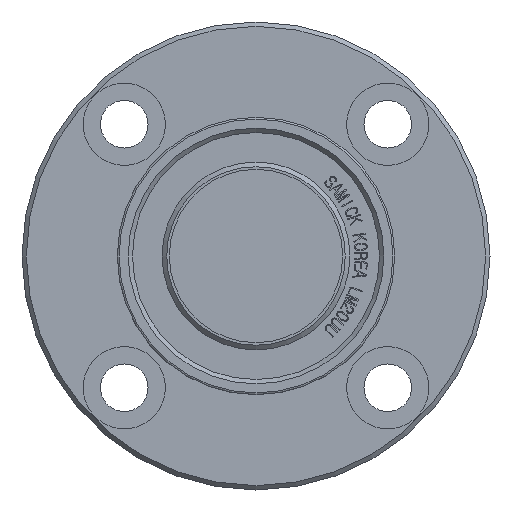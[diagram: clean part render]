
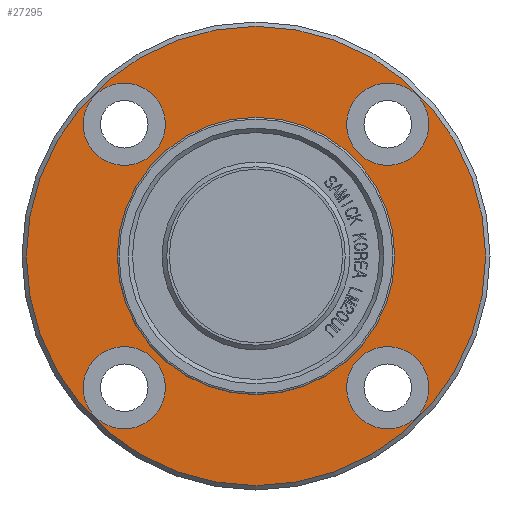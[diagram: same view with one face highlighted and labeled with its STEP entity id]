
A CAD part, front view. The second image highlights one B-rep face of the part: STEP entity #27295.
In plain terms, the highlighted planar face has unit normal (0, -1, 0).
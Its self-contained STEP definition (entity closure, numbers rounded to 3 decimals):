
#26905=CARTESIAN_POINT('',(-10.453,-22.5,-15.203));
#26906=VERTEX_POINT('',#26905);
#26907=CARTESIAN_POINT('',(-15.203,-22.5,-15.203));
#26908=DIRECTION('',(0.0,1.0,0.0));
#26909=DIRECTION('',(1.0,0.0,0.0));
#26910=AXIS2_PLACEMENT_3D('',#26907,#26908,#26909);
#26911=CIRCLE('',#26910,4.75);
#26912=EDGE_CURVE('',#26906,#26906,#26911,.T.);
#26973=CARTESIAN_POINT('',(19.953,-22.5,-15.203));
#26974=VERTEX_POINT('',#26973);
#26975=CARTESIAN_POINT('',(15.203,-22.5,-15.203));
#26976=DIRECTION('',(0.0,1.0,0.0));
#26977=DIRECTION('',(1.0,0.0,0.0));
#26978=AXIS2_PLACEMENT_3D('',#26975,#26976,#26977);
#26979=CIRCLE('',#26978,4.75);
#26980=EDGE_CURVE('',#26974,#26974,#26979,.T.);
#27041=CARTESIAN_POINT('',(19.953,-22.5,15.203));
#27042=VERTEX_POINT('',#27041);
#27043=CARTESIAN_POINT('',(15.203,-22.5,15.203));
#27044=DIRECTION('',(0.0,1.0,0.0));
#27045=DIRECTION('',(1.0,0.0,0.0));
#27046=AXIS2_PLACEMENT_3D('',#27043,#27044,#27045);
#27047=CIRCLE('',#27046,4.75);
#27048=EDGE_CURVE('',#27042,#27042,#27047,.T.);
#27109=CARTESIAN_POINT('',(-10.453,-22.5,15.203));
#27110=VERTEX_POINT('',#27109);
#27111=CARTESIAN_POINT('',(-15.203,-22.5,15.203));
#27112=DIRECTION('',(0.0,1.0,0.0));
#27113=DIRECTION('',(1.0,0.0,0.0));
#27114=AXIS2_PLACEMENT_3D('',#27111,#27112,#27113);
#27115=CIRCLE('',#27114,4.75);
#27116=EDGE_CURVE('',#27110,#27110,#27115,.T.);
#27149=CARTESIAN_POINT('',(16.,-22.5,0.0));
#27150=VERTEX_POINT('',#27149);
#27151=CARTESIAN_POINT('',(0.0,-22.5,0.0));
#27152=DIRECTION('',(0.0,-1.0,0.0));
#27153=DIRECTION('',(1.0,0.0,0.0));
#27154=AXIS2_PLACEMENT_3D('',#27151,#27152,#27153);
#27155=CIRCLE('',#27154,16.);
#27156=EDGE_CURVE('',#27150,#27150,#27155,.T.);
#27257=CARTESIAN_POINT('',(26.5,-22.5,0.0));
#27258=VERTEX_POINT('',#27257);
#27259=CARTESIAN_POINT('',(0.0,-22.5,0.0));
#27260=DIRECTION('',(0.0,-1.0,0.0));
#27261=DIRECTION('',(1.0,0.0,0.0));
#27262=AXIS2_PLACEMENT_3D('',#27259,#27260,#27261);
#27263=CIRCLE('',#27262,26.5);
#27264=EDGE_CURVE('',#27258,#27258,#27263,.T.);
#27272=CARTESIAN_POINT('',(21.25,-22.5,0.0));
#27273=DIRECTION('',(0.0,-1.0,0.0));
#27274=DIRECTION('',(0.0,0.0,-1.0));
#27275=AXIS2_PLACEMENT_3D('',#27272,#27273,#27274);
#27276=PLANE('',#27275);
#27277=ORIENTED_EDGE('',*,*,#27264,.T.);
#27278=EDGE_LOOP('',(#27277));
#27279=FACE_OUTER_BOUND('',#27278,.T.);
#27280=ORIENTED_EDGE('',*,*,#26912,.T.);
#27281=EDGE_LOOP('',(#27280));
#27282=FACE_BOUND('',#27281,.T.);
#27283=ORIENTED_EDGE('',*,*,#26980,.T.);
#27284=EDGE_LOOP('',(#27283));
#27285=FACE_BOUND('',#27284,.T.);
#27286=ORIENTED_EDGE('',*,*,#27048,.T.);
#27287=EDGE_LOOP('',(#27286));
#27288=FACE_BOUND('',#27287,.T.);
#27289=ORIENTED_EDGE('',*,*,#27116,.T.);
#27290=EDGE_LOOP('',(#27289));
#27291=FACE_BOUND('',#27290,.T.);
#27292=ORIENTED_EDGE('',*,*,#27156,.F.);
#27293=EDGE_LOOP('',(#27292));
#27294=FACE_BOUND('',#27293,.T.);
#27295=ADVANCED_FACE('',(#27279,#27282,#27285,#27288,#27291,#27294),#27276,.T.);
